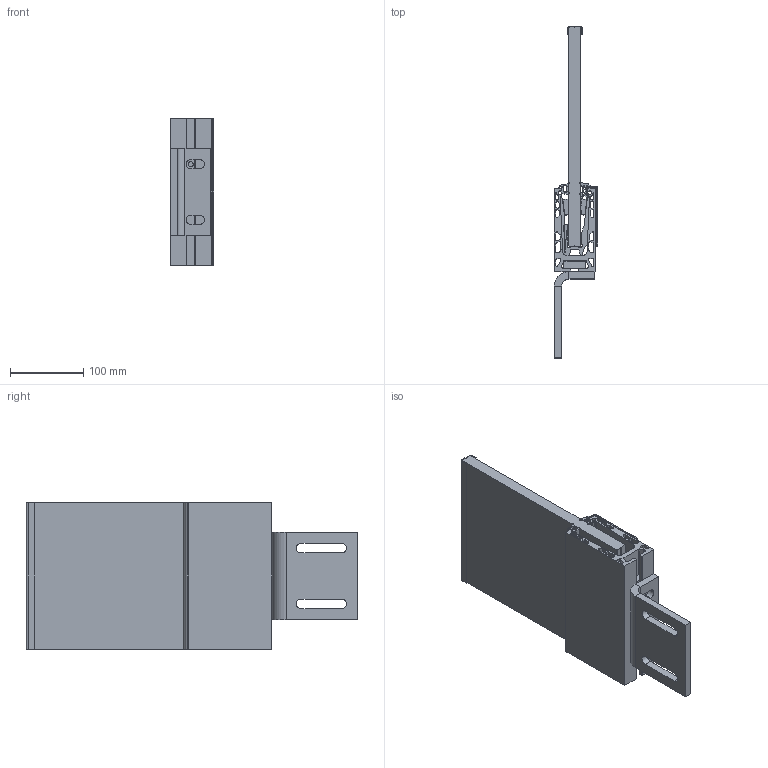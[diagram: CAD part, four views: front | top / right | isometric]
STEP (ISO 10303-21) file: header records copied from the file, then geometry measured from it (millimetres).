
FILE_DESCRIPTION (( 'STEP AP214' ), '1' );
FILE_NAME ('BGC 56mm 16mm.step', '2020-06-19T06:25:50', ( '' ), ( '' ), 'SwSTEP 2.0', 'SolidWorks 2019', '' );
FILE_SCHEMA (( 'AUTOMOTIVE_DESIGN' ));
Length unit declared in the file: millimetre
Products named in the file (12): Ein-Blech_01; Glas 16mm_01; 137114_01; 137103_01; BGC 56mm 16mm; 137115_01; 137121_01; 137185_01; 137181_01; 137117_01; 137122_01; 137107_01
Assembly tree (12 placements, depth 2):
  BGC 56mm 16mm
    137107_01
    137117_01
    137114_01
    Glas 16mm_01
    137115_01  x2
    Ein-Blech_01
    137121_01
    137122_01
    137181_01
    137185_01
    137103_01
Bounding box: 59.2 x 454.25 x 200 mm (x, y, z)
Volume: 1782790.6 mm3; surface area: 542724.1 mm2
Topology: 12 solids, 12 shells, 716 faces, 2052 edges, 1360 vertices
Faces by surface type: plane 446, cylinder 270
Entity records: 21643 total; most frequent: CARTESIAN_POINT 3727, ORIENTED_EDGE 3690, DIRECTION 3629, EDGE_CURVE 1845, VECTOR 1381, LINE 1381, VERTEX_POINT 1222, AXIS2_PLACEMENT_3D 1124
